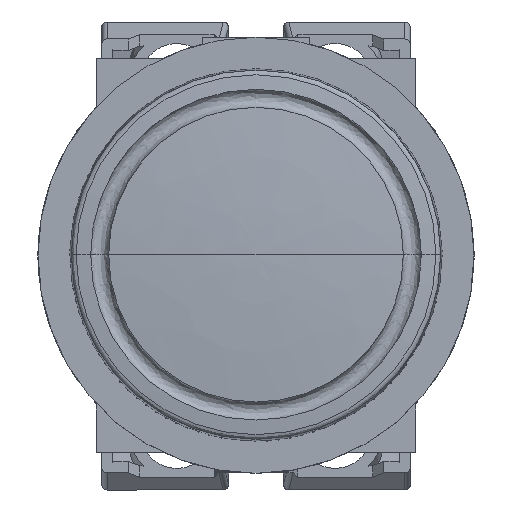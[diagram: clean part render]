
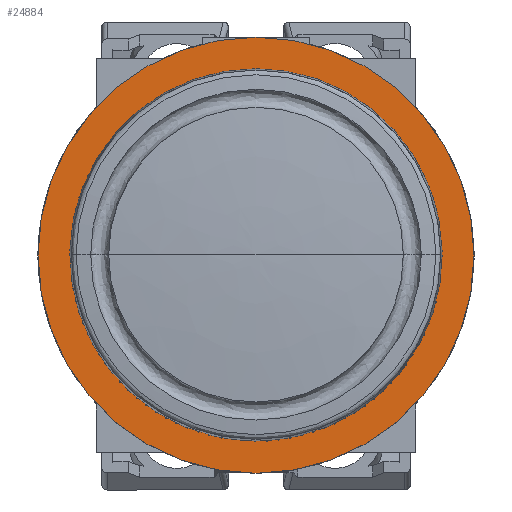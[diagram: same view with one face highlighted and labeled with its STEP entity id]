
A CAD part, top view. The second image highlights one B-rep face of the part: STEP entity #24884.
In plain terms, the highlighted planar face has unit normal (0, 0, 1).
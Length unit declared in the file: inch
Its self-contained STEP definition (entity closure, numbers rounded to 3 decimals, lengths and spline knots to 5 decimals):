
#319 = VERTEX_POINT ( 'NONE', #6645 ) ;
#3216 = EDGE_CURVE ( 'NONE', #32411, #37487, #56861, .T. ) ;
#3400 = DIRECTION ( 'NONE',  ( 0., 0., -1. ) ) ;
#3869 = CARTESIAN_POINT ( 'NONE',  ( -0.36187, -0.1532, 0.23622 ) ) ;
#4182 = FACE_OUTER_BOUND ( 'NONE', #83664, .T. ) ;
#6645 = CARTESIAN_POINT ( 'NONE',  ( -1.16896, -0.1532, 0.23622 ) ) ;
#7396 = CIRCLE ( 'NONE', #12067, 0.80709 ) ;
#7566 = CARTESIAN_POINT ( 'NONE',  ( 0.26412, -0.1532, 0.23622 ) ) ;
#11618 = ORIENTED_EDGE ( 'NONE', *, *, #81390, .T. ) ;
#12067 = AXIS2_PLACEMENT_3D ( 'NONE', #61679, #47783, #12470 ) ;
#12470 = DIRECTION ( 'NONE',  ( -1., 0., 0. ) ) ;
#15030 = ORIENTED_EDGE ( 'NONE', *, *, #3216, .T. ) ;
#17492 = EDGE_CURVE ( 'NONE', #37487, #32411, #40872, .T. ) ;
#20086 = CIRCLE ( 'NONE', #78287, 0.80709 ) ;
#20542 = DIRECTION ( 'NONE',  ( -1., 0., 0. ) ) ;
#20777 = AXIS2_PLACEMENT_3D ( 'NONE', #3869, #53067, #24045 ) ;
#23144 = CARTESIAN_POINT ( 'NONE',  ( 0.44522, -0.1532, 0.23622 ) ) ;
#24045 = DIRECTION ( 'NONE',  ( -1., 0., 0. ) ) ;
#24884 = ADVANCED_FACE ( 'NONE', ( #71686, #4182 ), #83041, .T. ) ;
#26191 = DIRECTION ( 'NONE',  ( 0., 0., 1. ) ) ;
#26319 = DIRECTION ( 'NONE',  ( -1., 0., 0. ) ) ;
#32411 = VERTEX_POINT ( 'NONE', #57336 ) ;
#37487 = VERTEX_POINT ( 'NONE', #7566 ) ;
#40872 = CIRCLE ( 'NONE', #49719, 0.62598 ) ;
#47199 = CARTESIAN_POINT ( 'NONE',  ( -0.36187, -0.1532, 0.23622 ) ) ;
#47783 = DIRECTION ( 'NONE',  ( 0., 0., 1. ) ) ;
#48697 = AXIS2_PLACEMENT_3D ( 'NONE', #47199, #26191, #55489 ) ;
#49319 = CARTESIAN_POINT ( 'NONE',  ( -0.36187, -0.1532, 0.23622 ) ) ;
#49719 = AXIS2_PLACEMENT_3D ( 'NONE', #88150, #3400, #26319 ) ;
#50921 = EDGE_CURVE ( 'NONE', #319, #53191, #7396, .T. ) ;
#53067 = DIRECTION ( 'NONE',  ( 0., 0., -1. ) ) ;
#53191 = VERTEX_POINT ( 'NONE', #23144 ) ;
#55489 = DIRECTION ( 'NONE',  ( 1., 0., 0. ) ) ;
#56861 = CIRCLE ( 'NONE', #20777, 0.62598 ) ;
#57336 = CARTESIAN_POINT ( 'NONE',  ( -0.98785, -0.1532, 0.23622 ) ) ;
#61002 = ORIENTED_EDGE ( 'NONE', *, *, #50921, .T. ) ;
#61679 = CARTESIAN_POINT ( 'NONE',  ( -0.36187, -0.1532, 0.23622 ) ) ;
#71686 = FACE_BOUND ( 'NONE', #88117, .T. ) ;
#78005 = DIRECTION ( 'NONE',  ( 0., 0., 1. ) ) ;
#78287 = AXIS2_PLACEMENT_3D ( 'NONE', #49319, #78005, #20542 ) ;
#81390 = EDGE_CURVE ( 'NONE', #53191, #319, #20086, .T. ) ;
#83041 = PLANE ( 'NONE',  #48697 ) ;
#83664 = EDGE_LOOP ( 'NONE', ( #61002, #11618 ) ) ;
#88117 = EDGE_LOOP ( 'NONE', ( #15030, #89058 ) ) ;
#88150 = CARTESIAN_POINT ( 'NONE',  ( -0.36187, -0.1532, 0.23622 ) ) ;
#89058 = ORIENTED_EDGE ( 'NONE', *, *, #17492, .T. ) ;
